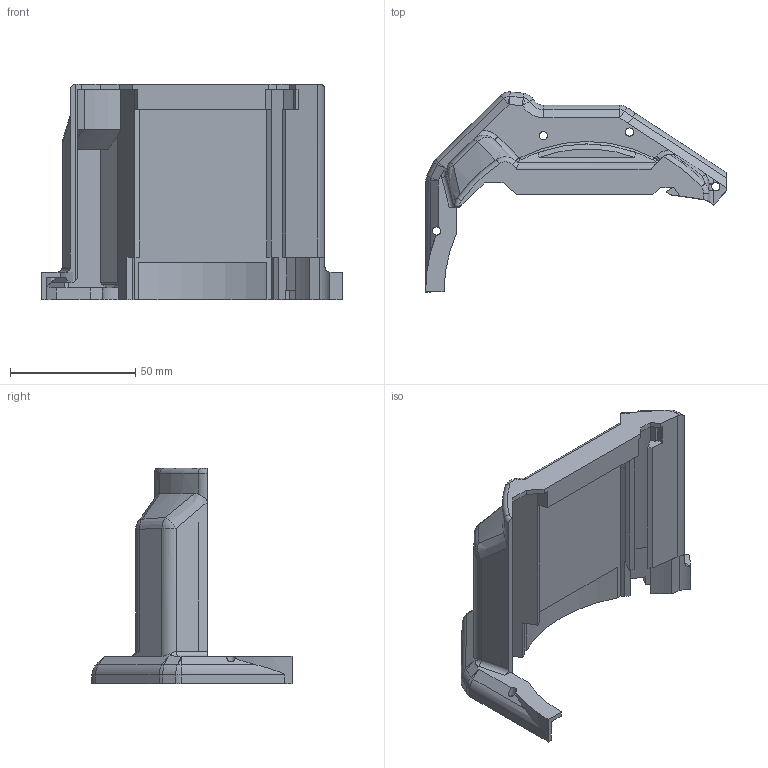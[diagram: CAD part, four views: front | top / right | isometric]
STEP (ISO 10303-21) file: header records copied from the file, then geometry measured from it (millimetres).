
FILE_DESCRIPTION(/* description */ (''),/* implementation_level */ '2;1');
FILE_NAME(/* name */ 'separator_left.stp',/* time_stamp */ '2024-06-29T23:10:53-07:00',/* author */ ('aaron'),/* organization */ (''),/* preprocessor_version */ 'ST-DEVELOPER v19.2',/* originating_system */ 'Autodesk Inventor 2023',/* authorisation */ '');
FILE_SCHEMA (('AUTOMOTIVE_DESIGN { 1 0 10303 214 3 1 1 }'));
Length unit declared in the file: millimetre
Products named in the file (1): separator_left
Bounding box: 120.2 x 79.92 x 86 mm (x, y, z)
Volume: 54380 mm3; surface area: 34909.2 mm2
Topology: 1 solids, 1 shells, 209 faces, 562 edges, 348 vertices
Faces by surface type: plane 110, cylinder 58, bspline 15, cone 13, torus 11, sphere 2
Full cylindrical faces by diameter (mm): 3 x1, 3.3 x4, 4.3 x3
Entity records: 6898 total; most frequent: CARTESIAN_POINT 1681, ORIENTED_EDGE 1114, DIRECTION 1049, EDGE_CURVE 557, LINE 363, VECTOR 363, VERTEX_POINT 348, AXIS2_PLACEMENT_3D 343
